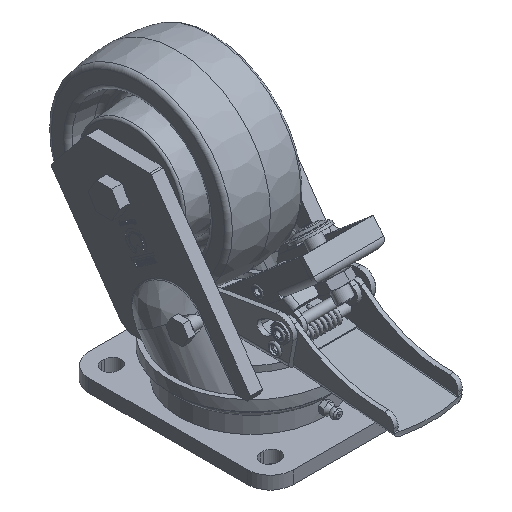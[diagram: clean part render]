
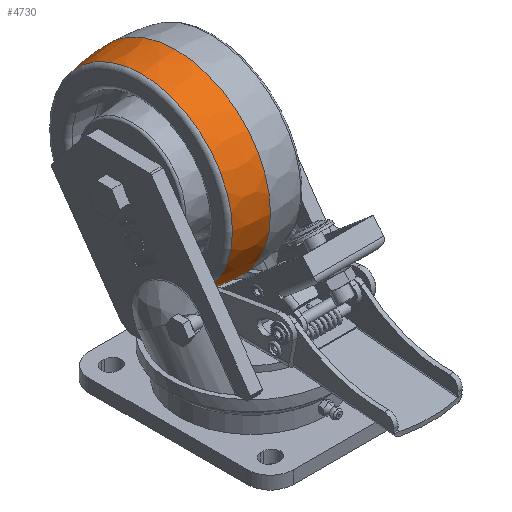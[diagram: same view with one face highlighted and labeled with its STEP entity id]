
A CAD part, isometric view. The second image highlights one B-rep face of the part: STEP entity #4730.
In plain terms, the highlighted free-form (B-spline) face has degree [3, 3] with [4, 7] control points.
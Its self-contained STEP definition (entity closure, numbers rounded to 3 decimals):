
#172=(
BOUNDED_SURFACE()
B_SPLINE_SURFACE(3,3,((#31378,#31379,#31380,#31381,#31382,#31383,#31384),
(#31385,#31386,#31387,#31388,#31389,#31390,#31391),(#31392,#31393,#31394,
#31395,#31396,#31397,#31398),(#31399,#31400,#31401,#31402,#31403,#31404,
#31405)),.UNSPECIFIED.,.F.,.T.,.F.)
B_SPLINE_SURFACE_WITH_KNOTS((4,4),(1,3,3,3,1),(0.,1.),(-0.5,0.,0.5,1.,1.5),
.UNSPECIFIED.)
GEOMETRIC_REPRESENTATION_ITEM()
RATIONAL_B_SPLINE_SURFACE(((1.,0.333,0.333,1.,0.333,
0.333,1.),(0.997,0.332,0.332,
0.997,0.332,0.332,0.997),(0.997,
0.332,0.332,0.997,0.332,0.332,
0.997),(1.,0.333,0.333,1.,0.333,
0.333,1.)))
REPRESENTATION_ITEM('')
SURFACE()
);
#4730=ADVANCED_FACE('',(#6685,#6686),#172,.T.);
#6685=FACE_BOUND('',#7739,.T.);
#6686=FACE_BOUND('',#7740,.T.);
#7739=EDGE_LOOP('',(#11669));
#7740=EDGE_LOOP('',(#11670));
#11669=ORIENTED_EDGE('',*,*,#16605,.F.);
#11670=ORIENTED_EDGE('',*,*,#16606,.T.);
#14377=VERTEX_POINT('',#31370);
#14378=VERTEX_POINT('',#31377);
#16605=EDGE_CURVE('',#14377,#14377,#17462,.T.);
#16606=EDGE_CURVE('',#14378,#14378,#17463,.T.);
#17462=CIRCLE('',#18374,60.013);
#17463=CIRCLE('',#18380,62.5);
#18374=AXIS2_PLACEMENT_3D('',#31369,#21266,#21267);
#18380=AXIS2_PLACEMENT_3D('',#31376,#21278,#21279);
#21266=DIRECTION('',(-1.,0.,0.));
#21267=DIRECTION('',(0.,0.,1.));
#21278=DIRECTION('',(-1.,0.,0.));
#21279=DIRECTION('',(0.,0.,1.));
#31369=CARTESIAN_POINT('',(-22.598,0.,0.));
#31370=CARTESIAN_POINT('',(-22.598,0.,60.013));
#31376=CARTESIAN_POINT('',(0.,0.,0.));
#31377=CARTESIAN_POINT('',(0.,0.,62.5));
#31378=CARTESIAN_POINT('',(0.,0.,62.5));
#31379=CARTESIAN_POINT('',(0.,-125.,62.5));
#31380=CARTESIAN_POINT('',(0.,-125.,-62.5));
#31381=CARTESIAN_POINT('',(0.,0.,-62.5));
#31382=CARTESIAN_POINT('',(0.,125.,-62.5));
#31383=CARTESIAN_POINT('',(0.,125.,62.5));
#31384=CARTESIAN_POINT('',(0.,0.,62.5));
#31385=CARTESIAN_POINT('',(-7.598,0.,62.359));
#31386=CARTESIAN_POINT('',(-7.598,-124.718,62.359));
#31387=CARTESIAN_POINT('',(-7.598,-124.718,-62.359));
#31388=CARTESIAN_POINT('',(-7.598,0.,-62.359));
#31389=CARTESIAN_POINT('',(-7.598,124.718,-62.359));
#31390=CARTESIAN_POINT('',(-7.598,124.718,62.359));
#31391=CARTESIAN_POINT('',(-7.598,0.,62.359));
#31392=CARTESIAN_POINT('',(-15.151,0.,61.528));
#31393=CARTESIAN_POINT('',(-15.151,-123.056,61.528));
#31394=CARTESIAN_POINT('',(-15.151,-123.056,-61.528));
#31395=CARTESIAN_POINT('',(-15.151,0.,-61.528));
#31396=CARTESIAN_POINT('',(-15.151,123.056,-61.528));
#31397=CARTESIAN_POINT('',(-15.151,123.056,61.528));
#31398=CARTESIAN_POINT('',(-15.151,0.,61.528));
#31399=CARTESIAN_POINT('',(-22.598,0.,60.013));
#31400=CARTESIAN_POINT('',(-22.598,-120.026,60.013));
#31401=CARTESIAN_POINT('',(-22.598,-120.026,-60.013));
#31402=CARTESIAN_POINT('',(-22.598,0.,-60.013));
#31403=CARTESIAN_POINT('',(-22.598,120.026,-60.013));
#31404=CARTESIAN_POINT('',(-22.598,120.026,60.013));
#31405=CARTESIAN_POINT('',(-22.598,0.,60.013));
